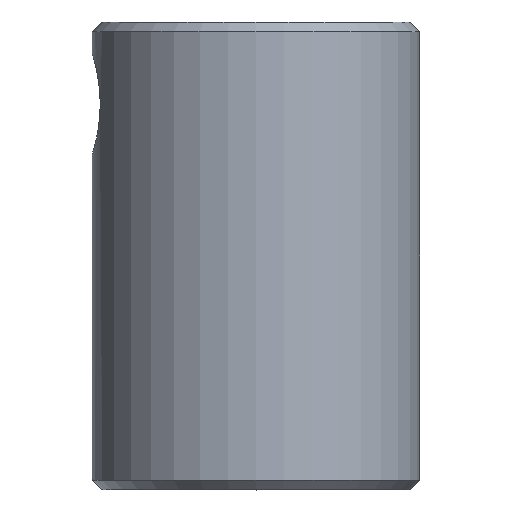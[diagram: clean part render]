
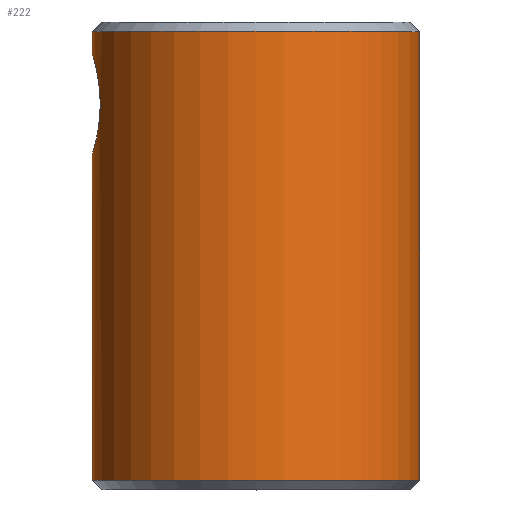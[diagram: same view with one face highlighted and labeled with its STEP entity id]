
A CAD part, top view. The second image highlights one B-rep face of the part: STEP entity #222.
In plain terms, the highlighted cylindrical face has radius 7 mm (diameter 14 mm), a full revolution.
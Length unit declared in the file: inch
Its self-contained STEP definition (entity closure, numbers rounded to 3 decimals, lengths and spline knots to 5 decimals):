
#3 = CARTESIAN_POINT ( 'NONE',  ( -0.27559, 0.73327, 0.01107 ) ) ;
#4 = CARTESIAN_POINT ( 'NONE',  ( -0.27559, 0.56594, 0.00547 ) ) ;
#12 = CYLINDRICAL_SURFACE ( 'NONE', #93, 0.27559 ) ;
#25 = CARTESIAN_POINT ( 'NONE',  ( -0.26343, 0.62783, -0.08096 ) ) ;
#27 = CARTESIAN_POINT ( 'NONE',  ( -0.26392, 0.62259, 0.07937 ) ) ;
#28 = CARTESIAN_POINT ( 'NONE',  ( -0.26589, 0.69166, 0.07253 ) ) ;
#29 = CIRCLE ( 'NONE', #205, 0.27559 ) ;
#30 = CARTESIAN_POINT ( 'NONE',  ( -0.27542, 0.73272, -0.01101 ) ) ;
#31 = CARTESIAN_POINT ( 'NONE',  ( -0.27086, 0.71612, 0.05103 ) ) ;
#33 = DIRECTION ( 'NONE',  ( 0., -1., 0. ) ) ;
#40 = EDGE_LOOP ( 'NONE', ( #209 ) ) ;
#43 = VERTEX_POINT ( 'NONE', #75 ) ;
#51 = CARTESIAN_POINT ( 'NONE',  ( -0.27085, 0.58314, -0.0511 ) ) ;
#53 = CARTESIAN_POINT ( 'NONE',  ( -0.26343, 0.62781, 0.08096 ) ) ;
#54 = FACE_BOUND ( 'NONE', #40, .T. ) ;
#56 = CARTESIAN_POINT ( 'NONE',  ( -0.26276, 0.6606, -0.08312 ) ) ;
#61 = DIRECTION ( 'NONE',  ( 0., 0., -1. ) ) ;
#75 = CARTESIAN_POINT ( 'NONE',  ( 0., 0.01575, -0.27559 ) ) ;
#81 = CARTESIAN_POINT ( 'NONE',  ( -0.2724, 0.57707, -0.04204 ) ) ;
#82 = CARTESIAN_POINT ( 'NONE',  ( -0.26332, 0.67168, 0.08143 ) ) ;
#83 = CARTESIAN_POINT ( 'NONE',  ( -0.26916, 0.59048, 0.05919 ) ) ;
#84 = CARTESIAN_POINT ( 'NONE',  ( -0.26516, 0.61238, -0.07513 ) ) ;
#85 = CARTESIAN_POINT ( 'NONE',  ( -0.27311, 0.72474, 0.03721 ) ) ;
#93 = AXIS2_PLACEMENT_3D ( 'NONE', #204, #142, #96 ) ;
#96 = DIRECTION ( 'NONE',  ( 0., 0., -1. ) ) ;
#97 = EDGE_LOOP ( 'NONE', ( #295 ) ) ;
#101 = VERTEX_POINT ( 'NONE', #150 ) ;
#107 = CARTESIAN_POINT ( 'NONE',  ( -0.26589, 0.60758, -0.07254 ) ) ;
#108 = CARTESIAN_POINT ( 'NONE',  ( -0.27559, 0.56595, -0.01097 ) ) ;
#109 = CARTESIAN_POINT ( 'NONE',  ( -0.26393, 0.67671, -0.07934 ) ) ;
#112 = CARTESIAN_POINT ( 'NONE',  ( -0.27542, 0.56649, 0.01101 ) ) ;
#113 = CARTESIAN_POINT ( 'NONE',  ( -0.27312, 0.57445, -0.03715 ) ) ;
#121 = B_SPLINE_CURVE_WITH_KNOTS ( 'NONE', 3,
 ( #250, #167, #228, #199, #221, #284, #193, #112, #4, #108, #309, #113, #81, #51, #171, #254, #163, #107, #84, #281, #25, #198, #312, #248, #56, #141, #109, #168, #288, #313, #287, #337, #137, #30, #357, #3, #164, #85, #223, #31, #361, #359, #331, #28, #332, #82, #283, #195, #310, #53, #27, #139, #251, #225, #334, #83 ),
 .UNSPECIFIED., .T., .F.,
 ( 4, 2, 2, 2, 2, 2, 2, 2, 2, 2, 2, 2, 2, 2, 2, 2, 2, 2, 2, 2, 2, 2, 2, 2, 2, 2, 2, 4 ),
 ( 0., 0.00042, 0.00084, 0.00126, 0.00167, 0.00251, 0.00293, 0.00335, 0.00377, 0.00419, 0.00461, 0.00502, 0.00544, 0.00586, 0.0067, 0.00754, 0.00795, 0.00837, 0.00921, 0.00963, 0.01005, 0.01047, 0.01088, 0.01172, 0.01214, 0.01256, 0.01298, 0.0134 ),
 .UNSPECIFIED. ) ;
#137 = CARTESIAN_POINT ( 'NONE',  ( -0.27478, 0.73057, -0.02176 ) ) ;
#139 = CARTESIAN_POINT ( 'NONE',  ( -0.26515, 0.61247, 0.07517 ) ) ;
#140 = FACE_OUTER_BOUND ( 'NONE', #291, .T. ) ;
#141 = CARTESIAN_POINT ( 'NONE',  ( -0.26343, 0.67138, -0.08097 ) ) ;
#142 = DIRECTION ( 'NONE',  ( 0., -1., 0. ) ) ;
#147 = ORIENTED_EDGE ( 'NONE', *, *, #196, .T. ) ;
#150 = CARTESIAN_POINT ( 'NONE',  ( 0., 0.77165, -0.27559 ) ) ;
#163 = CARTESIAN_POINT ( 'NONE',  ( -0.26747, 0.59855, -0.0665 ) ) ;
#164 = CARTESIAN_POINT ( 'NONE',  ( -0.2749, 0.73107, 0.02198 ) ) ;
#167 = CARTESIAN_POINT ( 'NONE',  ( -0.27001, 0.5866, 0.05531 ) ) ;
#168 = CARTESIAN_POINT ( 'NONE',  ( -0.26577, 0.69181, -0.07305 ) ) ;
#171 = CARTESIAN_POINT ( 'NONE',  ( -0.27002, 0.58658, -0.05529 ) ) ;
#184 = EDGE_CURVE ( 'NONE', #210, #210, #121, .T. ) ;
#193 = CARTESIAN_POINT ( 'NONE',  ( -0.27478, 0.56866, 0.02183 ) ) ;
#195 = CARTESIAN_POINT ( 'NONE',  ( -0.26258, 0.64415, 0.08366 ) ) ;
#196 = EDGE_CURVE ( 'NONE', #43, #43, #29, .T. ) ;
#197 = DIRECTION ( 'NONE',  ( 0., 1., 0. ) ) ;
#198 = CARTESIAN_POINT ( 'NONE',  ( -0.26276, 0.63857, -0.08311 ) ) ;
#199 = CARTESIAN_POINT ( 'NONE',  ( -0.2724, 0.57708, 0.04206 ) ) ;
#204 = CARTESIAN_POINT ( 'NONE',  ( 0., 0., 0. ) ) ;
#205 = AXIS2_PLACEMENT_3D ( 'NONE', #226, #197, #311 ) ;
#209 = ORIENTED_EDGE ( 'NONE', *, *, #184, .T. ) ;
#210 = VERTEX_POINT ( 'NONE', #320 ) ;
#221 = CARTESIAN_POINT ( 'NONE',  ( -0.27312, 0.57446, 0.03717 ) ) ;
#222 = ADVANCED_FACE ( 'NONE', ( #54, #140, #336 ), #12, .T. ) ;
#223 = CARTESIAN_POINT ( 'NONE',  ( -0.27241, 0.72216, 0.042 ) ) ;
#225 = CARTESIAN_POINT ( 'NONE',  ( -0.26746, 0.59857, 0.06651 ) ) ;
#226 = CARTESIAN_POINT ( 'NONE',  ( 0., 0.01575, 0. ) ) ;
#228 = CARTESIAN_POINT ( 'NONE',  ( -0.27085, 0.58314, 0.05111 ) ) ;
#248 = CARTESIAN_POINT ( 'NONE',  ( -0.26259, 0.65515, -0.08366 ) ) ;
#249 = EDGE_CURVE ( 'NONE', #101, #101, #303, .T. ) ;
#250 = CARTESIAN_POINT ( 'NONE',  ( -0.26916, 0.59048, 0.05919 ) ) ;
#251 = CARTESIAN_POINT ( 'NONE',  ( -0.26589, 0.60759, 0.07255 ) ) ;
#253 = AXIS2_PLACEMENT_3D ( 'NONE', #293, #33, #61 ) ;
#254 = CARTESIAN_POINT ( 'NONE',  ( -0.26833, 0.59427, -0.06299 ) ) ;
#281 = CARTESIAN_POINT ( 'NONE',  ( -0.26392, 0.62258, -0.07937 ) ) ;
#283 = CARTESIAN_POINT ( 'NONE',  ( -0.26259, 0.66062, 0.08366 ) ) ;
#284 = CARTESIAN_POINT ( 'NONE',  ( -0.27431, 0.57025, 0.02706 ) ) ;
#287 = CARTESIAN_POINT ( 'NONE',  ( -0.27252, 0.72264, -0.04225 ) ) ;
#288 = CARTESIAN_POINT ( 'NONE',  ( -0.26748, 0.70108, -0.06684 ) ) ;
#291 = EDGE_LOOP ( 'NONE', ( #147 ) ) ;
#293 = CARTESIAN_POINT ( 'NONE',  ( 0., 0.77165, 0. ) ) ;
#295 = ORIENTED_EDGE ( 'NONE', *, *, #249, .T. ) ;
#303 = CIRCLE ( 'NONE', #253, 0.27559 ) ;
#309 = CARTESIAN_POINT ( 'NONE',  ( -0.27489, 0.56817, -0.02205 ) ) ;
#310 = CARTESIAN_POINT ( 'NONE',  ( -0.26276, 0.63857, 0.08311 ) ) ;
#311 = DIRECTION ( 'NONE',  ( 0., 0., -1. ) ) ;
#312 = CARTESIAN_POINT ( 'NONE',  ( -0.26258, 0.64414, -0.08366 ) ) ;
#313 = CARTESIAN_POINT ( 'NONE',  ( -0.27085, 0.71641, -0.05151 ) ) ;
#320 = CARTESIAN_POINT ( 'NONE',  ( -0.26916, 0.59048, 0.05919 ) ) ;
#331 = CARTESIAN_POINT ( 'NONE',  ( -0.26748, 0.70073, 0.06645 ) ) ;
#332 = CARTESIAN_POINT ( 'NONE',  ( -0.26516, 0.68678, 0.07515 ) ) ;
#334 = CARTESIAN_POINT ( 'NONE',  ( -0.2683, 0.59437, 0.06307 ) ) ;
#336 = FACE_OUTER_BOUND ( 'NONE', #97, .T. ) ;
#337 = CARTESIAN_POINT ( 'NONE',  ( -0.2743, 0.72894, -0.02711 ) ) ;
#357 = CARTESIAN_POINT ( 'NONE',  ( -0.27559, 0.73327, -0.00555 ) ) ;
#359 = CARTESIAN_POINT ( 'NONE',  ( -0.26832, 0.70492, 0.063 ) ) ;
#361 = CARTESIAN_POINT ( 'NONE',  ( -0.27001, 0.71261, 0.05531 ) ) ;
